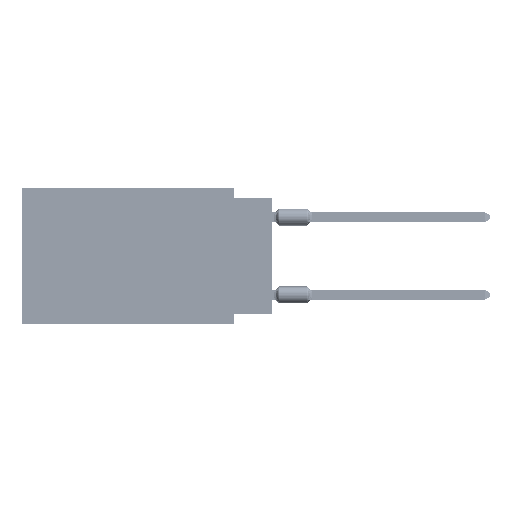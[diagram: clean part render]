
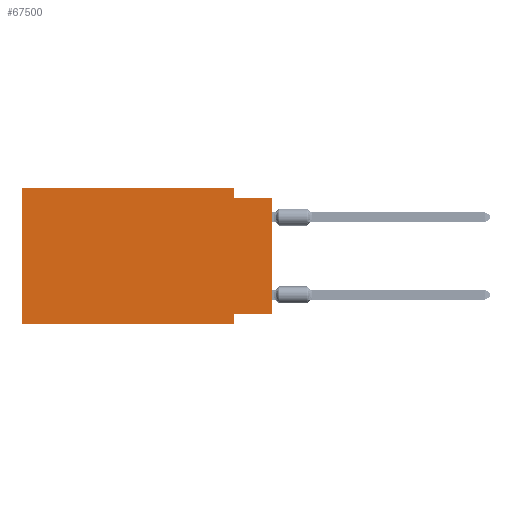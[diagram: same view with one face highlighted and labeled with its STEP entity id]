
A CAD part, left-side view. The second image highlights one B-rep face of the part: STEP entity #67500.
In plain terms, the highlighted planar face has unit normal (-1, 0, 0).
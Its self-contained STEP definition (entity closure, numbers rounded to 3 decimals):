
#2123 = CARTESIAN_POINT ( 'NONE',  ( 0., 0., 0. ) ) ;
#2812 = CARTESIAN_POINT ( 'NONE',  ( 0., 2.54, 0. ) ) ;
#3578 = VERTEX_POINT ( 'NONE', #66008 ) ;
#6238 = VERTEX_POINT ( 'NONE', #68426 ) ;
#6750 = CARTESIAN_POINT ( 'NONE',  ( 0., 16.383, 0. ) ) ;
#7153 = EDGE_CURVE ( 'NONE', #105902, #54193, #84877, .T. ) ;
#10670 = PLANE ( 'NONE',  #42851 ) ;
#11235 = DIRECTION ( 'NONE',  ( 0., 0., -1. ) ) ;
#11748 = ORIENTED_EDGE ( 'NONE', *, *, #27336, .T. ) ;
#14263 = VERTEX_POINT ( 'NONE', #72416 ) ;
#14998 = VECTOR ( 'NONE', #42716, 1000. ) ;
#16001 = EDGE_CURVE ( 'NONE', #3578, #14263, #44967, .T. ) ;
#16020 = CARTESIAN_POINT ( 'NONE',  ( 0., 0., -0.635 ) ) ;
#16776 = LINE ( 'NONE', #85629, #42556 ) ;
#17238 = ORIENTED_EDGE ( 'NONE', *, *, #7153, .F. ) ;
#18245 = LINE ( 'NONE', #36442, #25694 ) ;
#19363 = CARTESIAN_POINT ( 'NONE',  ( 0., 0., -8.255 ) ) ;
#21443 = DIRECTION ( 'NONE',  ( 1., 0., 0. ) ) ;
#22931 = CARTESIAN_POINT ( 'NONE',  ( 0., 0., -0.635 ) ) ;
#22981 = VECTOR ( 'NONE', #97265, 1000. ) ;
#25005 = LINE ( 'NONE', #77894, #59278 ) ;
#25694 = VECTOR ( 'NONE', #71135, 1000. ) ;
#27336 = EDGE_CURVE ( 'NONE', #3578, #54193, #80057, .T. ) ;
#27985 = EDGE_CURVE ( 'NONE', #63749, #6238, #69441, .T. ) ;
#29839 = DIRECTION ( 'NONE',  ( 0., -1., 0. ) ) ;
#33590 = ORIENTED_EDGE ( 'NONE', *, *, #50270, .F. ) ;
#36442 = CARTESIAN_POINT ( 'NONE',  ( 0., 2.54, -8.89 ) ) ;
#36750 = VERTEX_POINT ( 'NONE', #6750 ) ;
#36829 = DIRECTION ( 'NONE',  ( 0., 0., 1. ) ) ;
#39728 = VECTOR ( 'NONE', #75762, 1000. ) ;
#42556 = VECTOR ( 'NONE', #68546, 1000. ) ;
#42716 = DIRECTION ( 'NONE',  ( 0., -1., 0. ) ) ;
#42851 = AXIS2_PLACEMENT_3D ( 'NONE', #55038, #21443, #11235 ) ;
#44967 = LINE ( 'NONE', #19363, #49966 ) ;
#47563 = VECTOR ( 'NONE', #36829, 1000. ) ;
#49966 = VECTOR ( 'NONE', #79663, 1000. ) ;
#50270 = EDGE_CURVE ( 'NONE', #14263, #6238, #18245, .T. ) ;
#53217 = EDGE_LOOP ( 'NONE', ( #11748, #17238, #67639, #55036, #56805, #96751, #33590, #98377 ) ) ;
#54193 = VERTEX_POINT ( 'NONE', #22931 ) ;
#54578 = LINE ( 'NONE', #2812, #22981 ) ;
#55036 = ORIENTED_EDGE ( 'NONE', *, *, #86133, .F. ) ;
#55038 = CARTESIAN_POINT ( 'NONE',  ( 0., 16.383, 0. ) ) ;
#55085 = CARTESIAN_POINT ( 'NONE',  ( 0., 16.383, -8.89 ) ) ;
#56805 = ORIENTED_EDGE ( 'NONE', *, *, #81890, .F. ) ;
#59278 = VECTOR ( 'NONE', #29839, 1000. ) ;
#63749 = VERTEX_POINT ( 'NONE', #55085 ) ;
#66008 = CARTESIAN_POINT ( 'NONE',  ( 0., 0., -8.255 ) ) ;
#67500 = ADVANCED_FACE ( 'NONE', ( #99382 ), #10670, .F. ) ;
#67639 = ORIENTED_EDGE ( 'NONE', *, *, #94332, .F. ) ;
#68426 = CARTESIAN_POINT ( 'NONE',  ( 0., 2.54, -8.89 ) ) ;
#68546 = DIRECTION ( 'NONE',  ( 0., 0., 1. ) ) ;
#69441 = LINE ( 'NONE', #88749, #14998 ) ;
#69639 = CARTESIAN_POINT ( 'NONE',  ( 0., 2.54, 0. ) ) ;
#71102 = VERTEX_POINT ( 'NONE', #69639 ) ;
#71135 = DIRECTION ( 'NONE',  ( 0., 0., -1. ) ) ;
#72416 = CARTESIAN_POINT ( 'NONE',  ( 0., 2.54, -8.255 ) ) ;
#75762 = DIRECTION ( 'NONE',  ( 0., -1., 0. ) ) ;
#77894 = CARTESIAN_POINT ( 'NONE',  ( 0., 16.383, 0. ) ) ;
#79663 = DIRECTION ( 'NONE',  ( 0., 1., 0. ) ) ;
#80057 = LINE ( 'NONE', #2123, #47563 ) ;
#81890 = EDGE_CURVE ( 'NONE', #63749, #36750, #16776, .T. ) ;
#84611 = CARTESIAN_POINT ( 'NONE',  ( 0., 2.54, -0.635 ) ) ;
#84877 = LINE ( 'NONE', #16020, #39728 ) ;
#85629 = CARTESIAN_POINT ( 'NONE',  ( 0., 16.383, 0. ) ) ;
#86133 = EDGE_CURVE ( 'NONE', #36750, #71102, #25005, .T. ) ;
#88749 = CARTESIAN_POINT ( 'NONE',  ( 0., 16.383, -8.89 ) ) ;
#94332 = EDGE_CURVE ( 'NONE', #71102, #105902, #54578, .T. ) ;
#96751 = ORIENTED_EDGE ( 'NONE', *, *, #27985, .T. ) ;
#97265 = DIRECTION ( 'NONE',  ( 0., 0., -1. ) ) ;
#98377 = ORIENTED_EDGE ( 'NONE', *, *, #16001, .F. ) ;
#99382 = FACE_OUTER_BOUND ( 'NONE', #53217, .T. ) ;
#105902 = VERTEX_POINT ( 'NONE', #84611 ) ;
